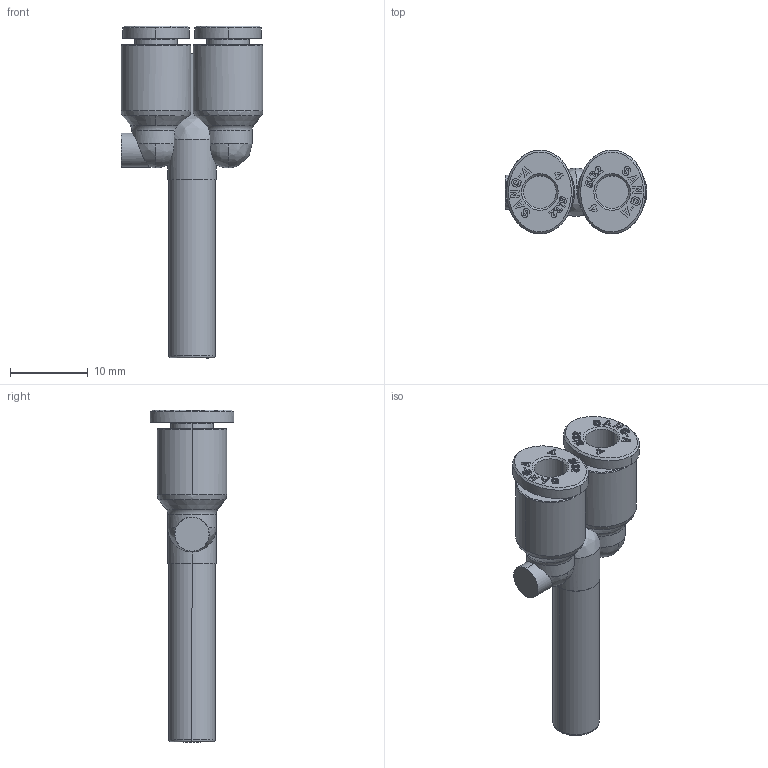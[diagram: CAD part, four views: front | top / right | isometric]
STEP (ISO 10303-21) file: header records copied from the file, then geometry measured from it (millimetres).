
FILE_DESCRIPTION (( 'STEP AP214' ), '1' );
FILE_NAME ('PWJ06-04.STEP', '2015-08-20T08:44:05', ( '' ), ( '' ), 'SwSTEP 2.0', 'SolidWorks 2015', '' );
FILE_SCHEMA (( 'AUTOMOTIVE_DESIGN' ));
Length unit declared in the file: millimetre
Products named in the file (2): PWJ06-04; ｦ+ﾃｦ1
Assembly tree (1 placements, depth 2):
  PWJ06-04
    ｦ+ﾃｦ1
Bounding box: 18.3 x 10.8 x 42.8 mm (x, y, z)
Volume: 1939 mm3; surface area: 2527.3 mm2
Topology: 1 solids, 1 shells, 799 faces, 2271 edges, 1506 vertices
Faces by surface type: plane 667, bspline 72, cylinder 38, cone 19, torus 3
Entity records: 27854 total; most frequent: CARTESIAN_POINT 7149, ORIENTED_EDGE 4534, DIRECTION 3667, EDGE_CURVE 2267, LINE 1967, VECTOR 1967, VERTEX_POINT 1506, AXIS2_PLACEMENT_3D 850
